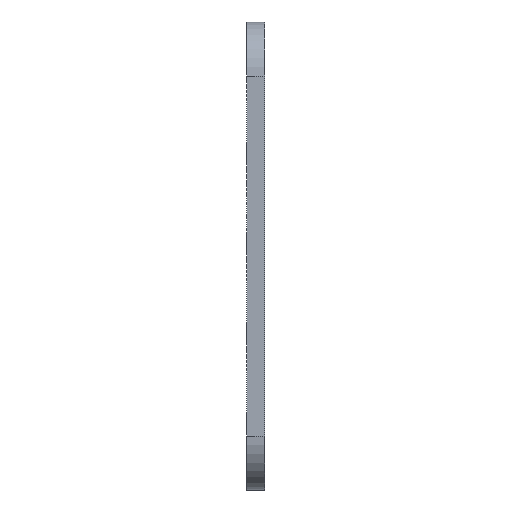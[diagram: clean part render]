
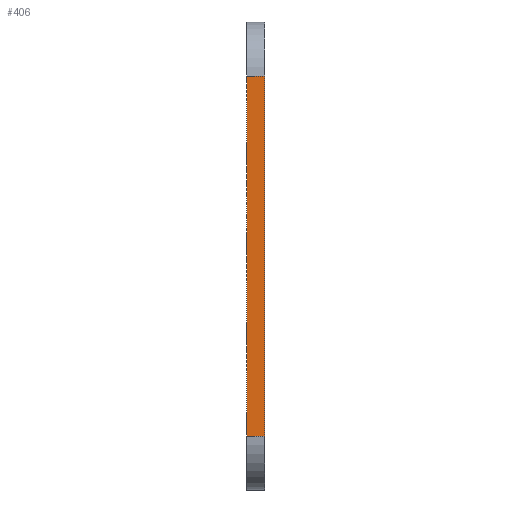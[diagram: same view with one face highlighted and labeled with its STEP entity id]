
A CAD part, left-side view. The second image highlights one B-rep face of the part: STEP entity #406.
In plain terms, the highlighted planar face has unit normal (-1, 0, 0).
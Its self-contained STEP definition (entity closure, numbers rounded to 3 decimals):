
#15 = EDGE_LOOP ( 'NONE', ( #71, #70, #93, #91 ) ) ;
#70 = ORIENTED_EDGE ( 'NONE', *, *, #420, .T. ) ;
#71 = ORIENTED_EDGE ( 'NONE', *, *, #400, .T. ) ;
#91 = ORIENTED_EDGE ( 'NONE', *, *, #422, .T. ) ;
#93 = ORIENTED_EDGE ( 'NONE', *, *, #421, .F. ) ;
#133 = VERTEX_POINT ( 'NONE', #618 ) ;
#134 = VERTEX_POINT ( 'NONE', #619 ) ;
#138 = VERTEX_POINT ( 'NONE', #623 ) ;
#139 = VERTEX_POINT ( 'NONE', #624 ) ;
#260 = VECTOR ( 'NONE', #785, 1000. ) ;
#263 = VECTOR ( 'NONE', #909, 1000. ) ;
#265 = VECTOR ( 'NONE', #904, 1000. ) ;
#267 = VECTOR ( 'NONE', #907, 1000. ) ;
#273 = AXIS2_PLACEMENT_3D ( 'NONE', #807, #814, #815 ) ;
#400 = EDGE_CURVE ( 'NONE', #133, #134, #778, .T. ) ;
#406 = ADVANCED_FACE ( 'NONE', ( #810 ), #811, .F. ) ;
#420 = EDGE_CURVE ( 'NONE', #134, #139, #902, .T. ) ;
#421 = EDGE_CURVE ( 'NONE', #138, #139, #897, .T. ) ;
#422 = EDGE_CURVE ( 'NONE', #138, #133, #900, .T. ) ;
#618 = CARTESIAN_POINT ( 'NONE',  ( -32.8, 0., -16. ) ) ;
#619 = CARTESIAN_POINT ( 'NONE',  ( -32.8, 0., 16. ) ) ;
#623 = CARTESIAN_POINT ( 'NONE',  ( -32.8, 1.6, -16. ) ) ;
#624 = CARTESIAN_POINT ( 'NONE',  ( -32.8, 1.6, 16. ) ) ;
#778 = LINE ( 'NONE', #783, #260 ) ;
#783 = CARTESIAN_POINT ( 'NONE',  ( -32.8, 0., 20.8 ) ) ;
#785 = DIRECTION ( 'NONE',  ( 0., 0., 1. ) ) ;
#807 = CARTESIAN_POINT ( 'NONE',  ( -32.8, 1.6, 20.8 ) ) ;
#810 = FACE_OUTER_BOUND ( 'NONE', #15, .T. ) ;
#811 = PLANE ( 'NONE',  #273 ) ;
#814 = DIRECTION ( 'NONE',  ( 1., 0., 0. ) ) ;
#815 = DIRECTION ( 'NONE',  ( 0., 0., -1. ) ) ;
#897 = LINE ( 'NONE', #906, #267 ) ;
#900 = LINE ( 'NONE', #908, #263 ) ;
#902 = LINE ( 'NONE', #903, #265 ) ;
#903 = CARTESIAN_POINT ( 'NONE',  ( -32.8, 1.6, 16. ) ) ;
#904 = DIRECTION ( 'NONE',  ( 0., 1., 0. ) ) ;
#906 = CARTESIAN_POINT ( 'NONE',  ( -32.8, 1.6, 20.8 ) ) ;
#907 = DIRECTION ( 'NONE',  ( 0., 0., 1. ) ) ;
#908 = CARTESIAN_POINT ( 'NONE',  ( -32.8, 1.6, -16. ) ) ;
#909 = DIRECTION ( 'NONE',  ( 0., -1., 0. ) ) ;
